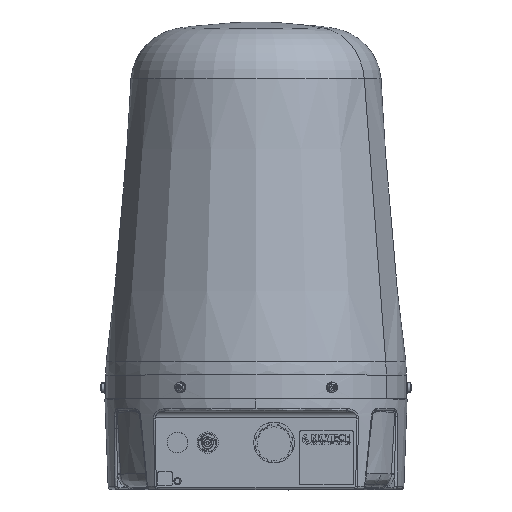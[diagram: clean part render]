
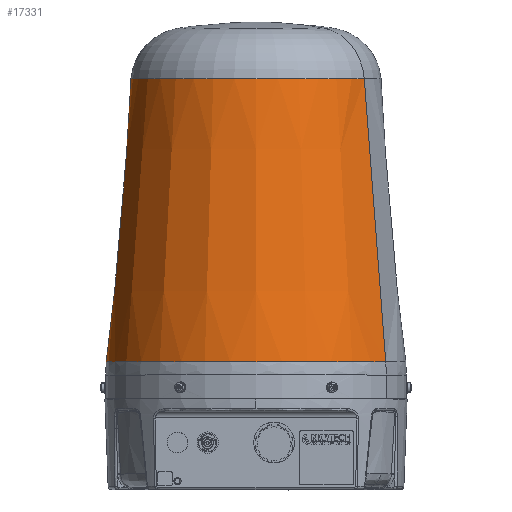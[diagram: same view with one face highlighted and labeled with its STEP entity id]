
A CAD part, top view. The second image highlights one B-rep face of the part: STEP entity #17331.
In plain terms, the highlighted conical face has half-angle 5 degrees and reference radius 123.924 mm.
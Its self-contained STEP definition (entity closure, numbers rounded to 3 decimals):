
#112 = CARTESIAN_POINT ( 'NONE',  ( 103.425, 265., 0. ) ) ;
#2115 = CARTESIAN_POINT ( 'NONE',  ( -123.924, 30.694, 0. ) ) ;
#2428 = CONICAL_SURFACE ( 'NONE', #27791, 123.924, 0.087 ) ;
#4118 = FACE_OUTER_BOUND ( 'NONE', #16620, .T. ) ;
#4673 = CARTESIAN_POINT ( 'NONE',  ( -103.425, 265., 0. ) ) ;
#6287 = LINE ( 'NONE', #37873, #47327 ) ;
#6465 = EDGE_CURVE ( 'NONE', #28483, #16565, #18585, .T. ) ;
#8700 = ORIENTED_EDGE ( 'NONE', *, *, #6465, .T. ) ;
#11192 = DIRECTION ( 'NONE',  ( 0.087, -0.996, 0. ) ) ;
#16565 = VERTEX_POINT ( 'NONE', #47137 ) ;
#16575 = EDGE_CURVE ( 'NONE', #49817, #24235, #46090, .T. ) ;
#16620 = EDGE_LOOP ( 'NONE', ( #33012, #65916, #8700, #44458 ) ) ;
#17331 = ADVANCED_FACE ( 'NONE', ( #4118 ), #2428, .T. ) ;
#17512 = EDGE_CURVE ( 'NONE', #49817, #28483, #65379, .T. ) ;
#18585 = CIRCLE ( 'NONE', #22909, 123.924 ) ;
#20997 = AXIS2_PLACEMENT_3D ( 'NONE', #63387, #31242, #68771 ) ;
#21523 = DIRECTION ( 'NONE',  ( 0., 1., 0. ) ) ;
#22909 = AXIS2_PLACEMENT_3D ( 'NONE', #53629, #21523, #59069 ) ;
#24235 = VERTEX_POINT ( 'NONE', #112 ) ;
#24238 = VECTOR ( 'NONE', #53963, 1000. ) ;
#25407 = DIRECTION ( 'NONE',  ( 1., 0., 0. ) ) ;
#27791 = AXIS2_PLACEMENT_3D ( 'NONE', #52084, #52327, #25407 ) ;
#28483 = VERTEX_POINT ( 'NONE', #2115 ) ;
#31242 = DIRECTION ( 'NONE',  ( 0., 1., 0. ) ) ;
#33012 = ORIENTED_EDGE ( 'NONE', *, *, #16575, .F. ) ;
#37873 = CARTESIAN_POINT ( 'NONE',  ( 123.924, 30.694, 0. ) ) ;
#44458 = ORIENTED_EDGE ( 'NONE', *, *, #64103, .F. ) ;
#46090 = CIRCLE ( 'NONE', #20997, 103.425 ) ;
#47137 = CARTESIAN_POINT ( 'NONE',  ( 123.924, 30.694, 0. ) ) ;
#47327 = VECTOR ( 'NONE', #11192, 1000. ) ;
#49817 = VERTEX_POINT ( 'NONE', #4673 ) ;
#52084 = CARTESIAN_POINT ( 'NONE',  ( 0., 30.694, 0. ) ) ;
#52327 = DIRECTION ( 'NONE',  ( 0., -1., 0. ) ) ;
#53629 = CARTESIAN_POINT ( 'NONE',  ( 0., 30.694, 0. ) ) ;
#53963 = DIRECTION ( 'NONE',  ( -0.087, -0.996, 0. ) ) ;
#59069 = DIRECTION ( 'NONE',  ( -1., 0., 0. ) ) ;
#63387 = CARTESIAN_POINT ( 'NONE',  ( 0., 265., 0. ) ) ;
#64103 = EDGE_CURVE ( 'NONE', #24235, #16565, #6287, .T. ) ;
#65379 = LINE ( 'NONE', #69493, #24238 ) ;
#65916 = ORIENTED_EDGE ( 'NONE', *, *, #17512, .T. ) ;
#68771 = DIRECTION ( 'NONE',  ( -1., 0., 0. ) ) ;
#69493 = CARTESIAN_POINT ( 'NONE',  ( -123.924, 30.694, 0. ) ) ;
